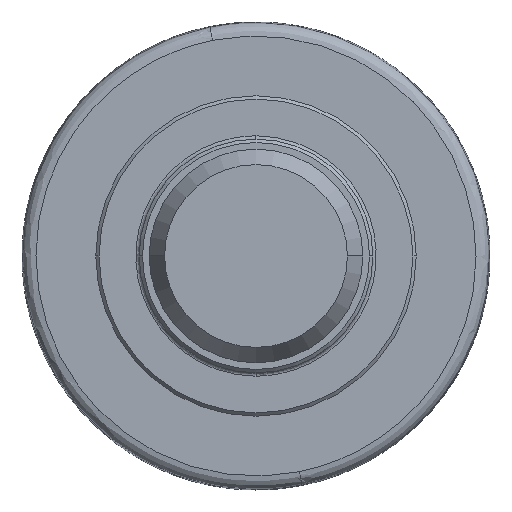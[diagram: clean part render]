
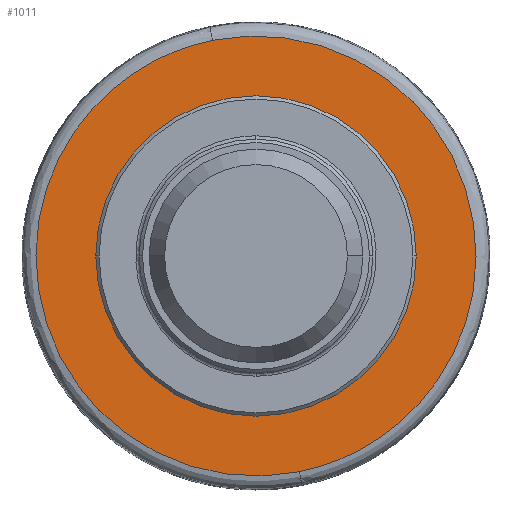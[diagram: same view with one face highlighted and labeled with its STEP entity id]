
A CAD part, left-side view. The second image highlights one B-rep face of the part: STEP entity #1011.
In plain terms, the highlighted planar face has unit normal (-1, 0, 0).
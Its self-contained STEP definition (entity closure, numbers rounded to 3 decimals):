
#7 = VERTEX_POINT ( 'NONE', #122 ) ;
#11 = VERTEX_POINT ( 'NONE', #124 ) ;
#17 = VERTEX_POINT ( 'NONE', #129 ) ;
#41 = VERTEX_POINT ( 'NONE', #153 ) ;
#122 = CARTESIAN_POINT ( 'NONE',  ( 18.65, -6.498, -32.312 ) ) ;
#124 = CARTESIAN_POINT ( 'NONE',  ( 18.65, 24., 0. ) ) ;
#129 = CARTESIAN_POINT ( 'NONE',  ( 18.65, 6.498, 32.312 ) ) ;
#153 = CARTESIAN_POINT ( 'NONE',  ( 18.65, -24., 0. ) ) ;
#267 = EDGE_LOOP ( 'NONE', ( #1058, #1059 ) ) ;
#289 = EDGE_LOOP ( 'NONE', ( #1060, #1061 ) ) ;
#313 =( BOUNDED_CURVE ( )  B_SPLINE_CURVE ( 3, ( #1470, #1474, #1475, #1476 ),
 .UNSPECIFIED., .F., .T. ) 
 B_SPLINE_CURVE_WITH_KNOTS ( ( 4, 4 ),
 ( 0.25, 0.75 ),
 .UNSPECIFIED. ) 
 CURVE ( )  GEOMETRIC_REPRESENTATION_ITEM ( )  RATIONAL_B_SPLINE_CURVE ( ( 1., 0.333, 0.333, 1. ) ) 
 REPRESENTATION_ITEM ( '' )  );
#314 =( BOUNDED_CURVE ( )  B_SPLINE_CURVE ( 3, ( #1991, #1996, #1997, #1998 ),
 .UNSPECIFIED., .F., .T. ) 
 B_SPLINE_CURVE_WITH_KNOTS ( ( 4, 4 ),
 ( 0.75, 1.25 ),
 .UNSPECIFIED. ) 
 CURVE ( )  GEOMETRIC_REPRESENTATION_ITEM ( )  RATIONAL_B_SPLINE_CURVE ( ( 1., 0.333, 0.333, 1. ) ) 
 REPRESENTATION_ITEM ( '' )  );
#384 = EDGE_CURVE ( 'NONE', #11, #41, #1125, .T. ) ;
#390 = EDGE_CURVE ( 'NONE', #17, #7, #313, .T. ) ;
#534 = EDGE_CURVE ( 'NONE', #41, #11, #2934, .T. ) ;
#535 = EDGE_CURVE ( 'NONE', #7, #17, #314, .T. ) ;
#565 = AXIS2_PLACEMENT_3D ( 'NONE', #1355, #1356, #1357 ) ;
#1011 = ADVANCED_FACE ( 'NONE', ( #3304, #3302 ), #3429, .T. ) ;
#1058 = ORIENTED_EDGE ( 'NONE', *, *, #384, .T. ) ;
#1059 = ORIENTED_EDGE ( 'NONE', *, *, #534, .T. ) ;
#1060 = ORIENTED_EDGE ( 'NONE', *, *, #535, .F. ) ;
#1061 = ORIENTED_EDGE ( 'NONE', *, *, #390, .F. ) ;
#1125 = CIRCLE ( 'NONE', #565, 24. ) ;
#1355 = CARTESIAN_POINT ( 'NONE',  ( 18.65, 0., 0. ) ) ;
#1356 = DIRECTION ( 'NONE',  ( 1., 0., 0. ) ) ;
#1357 = DIRECTION ( 'NONE',  ( 0., 1., 0. ) ) ;
#1470 = CARTESIAN_POINT ( 'NONE',  ( 18.65, 6.498, 32.312 ) ) ;
#1474 = CARTESIAN_POINT ( 'NONE',  ( 18.65, -58.127, 45.309 ) ) ;
#1475 = CARTESIAN_POINT ( 'NONE',  ( 18.65, -71.123, -19.316 ) ) ;
#1476 = CARTESIAN_POINT ( 'NONE',  ( 18.65, -6.498, -32.312 ) ) ;
#1986 = CARTESIAN_POINT ( 'NONE',  ( 18.65, 0., 0. ) ) ;
#1991 = CARTESIAN_POINT ( 'NONE',  ( 18.65, -6.498, -32.312 ) ) ;
#1992 = DIRECTION ( 'NONE',  ( 1., 0., 0. ) ) ;
#1993 = DIRECTION ( 'NONE',  ( 0., 1., 0. ) ) ;
#1996 = CARTESIAN_POINT ( 'NONE',  ( 18.65, 58.127, -45.309 ) ) ;
#1997 = CARTESIAN_POINT ( 'NONE',  ( 18.65, 71.123, 19.316 ) ) ;
#1998 = CARTESIAN_POINT ( 'NONE',  ( 18.65, 6.498, 32.312 ) ) ;
#2647 = AXIS2_PLACEMENT_3D ( 'NONE', #1986, #1992, #1993 ) ;
#2869 = AXIS2_PLACEMENT_3D ( 'NONE', #3425, #3437, #3438 ) ;
#2934 = CIRCLE ( 'NONE', #2647, 24. ) ;
#3302 = FACE_OUTER_BOUND ( 'NONE', #289, .T. ) ;
#3304 = FACE_BOUND ( 'NONE', #267, .T. ) ;
#3425 = CARTESIAN_POINT ( 'NONE',  ( 18.65, 30.449, -6.123 ) ) ;
#3429 = PLANE ( 'NONE',  #2869 ) ;
#3437 = DIRECTION ( 'NONE',  ( -1., 0., 0. ) ) ;
#3438 = DIRECTION ( 'NONE',  ( 0., 0., 1. ) ) ;
